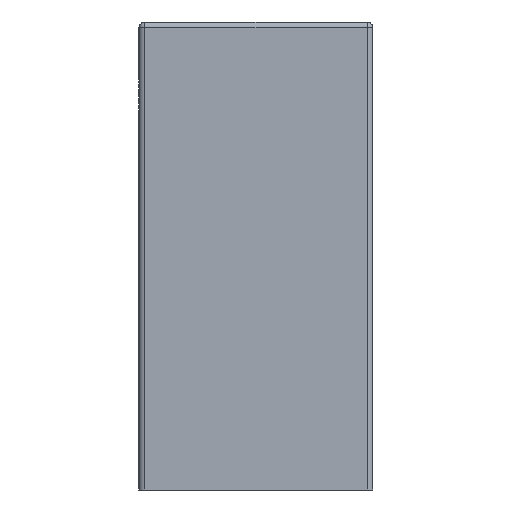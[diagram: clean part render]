
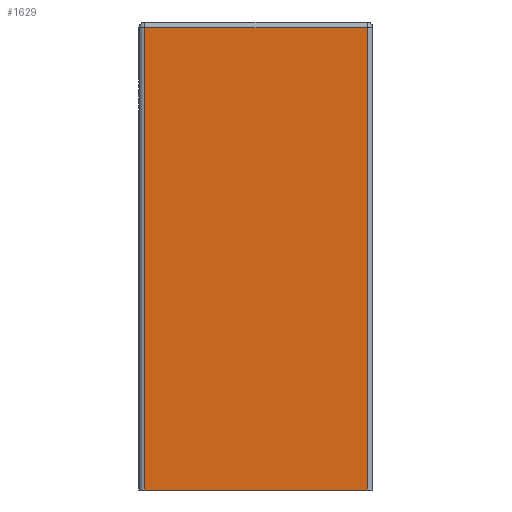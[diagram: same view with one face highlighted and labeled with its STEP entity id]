
A CAD part, front view. The second image highlights one B-rep face of the part: STEP entity #1629.
In plain terms, the highlighted planar face has unit normal (0, -1, 0).
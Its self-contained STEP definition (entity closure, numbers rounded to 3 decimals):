
#24 = VERTEX_POINT ( 'NONE', #952 ) ;
#73 = VERTEX_POINT ( 'NONE', #288 ) ;
#175 = ORIENTED_EDGE ( 'NONE', *, *, #1887, .T. ) ;
#225 = CARTESIAN_POINT ( 'NONE',  ( -10., -18.837, 39.5 ) ) ;
#261 = LINE ( 'NONE', #225, #1864 ) ;
#271 = LINE ( 'NONE', #1704, #662 ) ;
#287 = DIRECTION ( 'NONE',  ( 0., 1., 0. ) ) ;
#288 = CARTESIAN_POINT ( 'NONE',  ( -9.5, -18.837, 0. ) ) ;
#317 = DIRECTION ( 'NONE',  ( 0., 0., -1. ) ) ;
#412 = ORIENTED_EDGE ( 'NONE', *, *, #2158, .T. ) ;
#482 = CARTESIAN_POINT ( 'NONE',  ( 9.5, -18.837, 0. ) ) ;
#487 = CARTESIAN_POINT ( 'NONE',  ( -10., -18.837, 0. ) ) ;
#569 = VERTEX_POINT ( 'NONE', #482 ) ;
#655 = VECTOR ( 'NONE', #317, 1000. ) ;
#662 = VECTOR ( 'NONE', #2047, 1000. ) ;
#723 = EDGE_CURVE ( 'NONE', #569, #24, #271, .T. ) ;
#778 = CARTESIAN_POINT ( 'NONE',  ( -10., -18.837, 35. ) ) ;
#845 = DIRECTION ( 'NONE',  ( 1., 0., 0. ) ) ;
#952 = CARTESIAN_POINT ( 'NONE',  ( 9.5, -18.837, 39.5 ) ) ;
#977 = CARTESIAN_POINT ( 'NONE',  ( -9.5, -18.837, 39.5 ) ) ;
#991 = CARTESIAN_POINT ( 'NONE',  ( -9.5, -18.837, 35. ) ) ;
#1118 = ORIENTED_EDGE ( 'NONE', *, *, #723, .T. ) ;
#1261 = EDGE_CURVE ( 'NONE', #73, #569, #1842, .T. ) ;
#1268 = DIRECTION ( 'NONE',  ( -1., 0., 0. ) ) ;
#1318 = PLANE ( 'NONE',  #1414 ) ;
#1414 = AXIS2_PLACEMENT_3D ( 'NONE', #778, #287, #1813 ) ;
#1416 = ORIENTED_EDGE ( 'NONE', *, *, #1261, .T. ) ;
#1550 = FACE_OUTER_BOUND ( 'NONE', #1871, .T. ) ;
#1575 = LINE ( 'NONE', #991, #655 ) ;
#1629 = ADVANCED_FACE ( 'NONE', ( #1550 ), #1318, .F. ) ;
#1645 = VERTEX_POINT ( 'NONE', #977 ) ;
#1704 = CARTESIAN_POINT ( 'NONE',  ( 9.5, -18.837, 35. ) ) ;
#1813 = DIRECTION ( 'NONE',  ( 0., 0., 1. ) ) ;
#1842 = LINE ( 'NONE', #487, #2090 ) ;
#1864 = VECTOR ( 'NONE', #1268, 1000. ) ;
#1871 = EDGE_LOOP ( 'NONE', ( #1416, #1118, #175, #412 ) ) ;
#1887 = EDGE_CURVE ( 'NONE', #24, #1645, #261, .T. ) ;
#2047 = DIRECTION ( 'NONE',  ( 0., 0., 1. ) ) ;
#2090 = VECTOR ( 'NONE', #845, 1000. ) ;
#2158 = EDGE_CURVE ( 'NONE', #1645, #73, #1575, .T. ) ;
